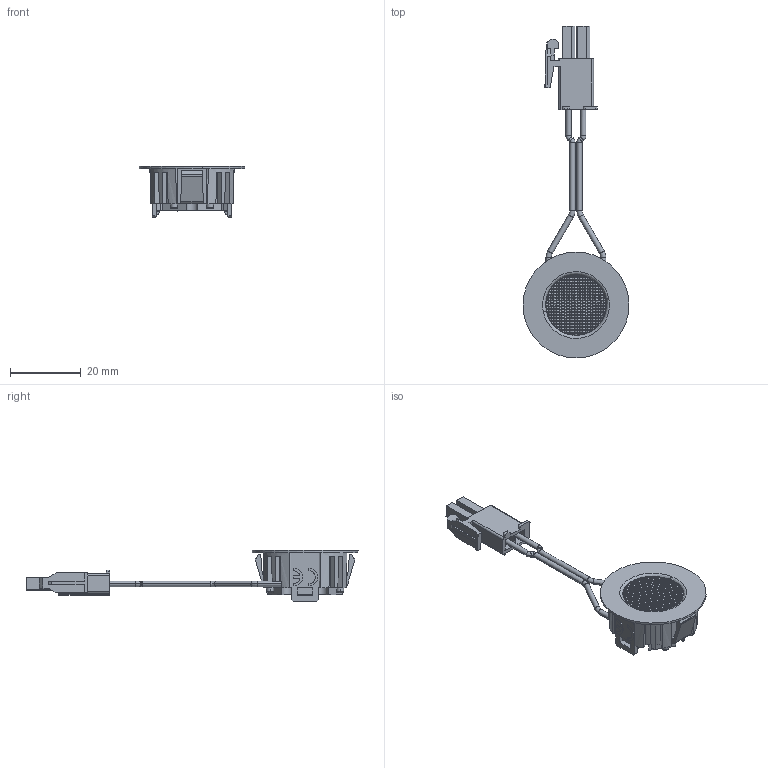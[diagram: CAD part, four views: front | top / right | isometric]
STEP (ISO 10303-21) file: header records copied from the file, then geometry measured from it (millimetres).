
FILE_DESCRIPTION(('Creo Elements/Direct Modeling STEP Export'),'2;1');
FILE_NAME('TINY.stp','2018-05-18T15:59:49',(''),(''),'Creo Elements/Direct Modeling STEP processor for AP214 (Solid Model)','Creo Elements/Direct Modeling 19.0F 14-Feb-2017 (C) Parametric Technology GmbH','');
FILE_SCHEMA(('AUTOMOTIVE_DESIGN { 1 0 10303 214 1 1 1 1 }'));
Products named in the file (2): TINY
Assembly tree (1 placements, depth 2):
  TINY
    TINY
Bounding box: 29.99 x 94.05 x 14.46 mm (x, y, z)
Volume: 3577.3 mm3; surface area: 6885.1 mm2
Topology: 1 solids, 1 shells, 2175 faces, 6595 edges, 3359 vertices
Faces by surface type: revolution 1148, plane 408, extrusion 358, cylinder 136, torus 51, cone 44, bspline 16, sphere 14
Entity records: 104233 total; most frequent: CARTESIAN_POINT 57436, ORIENTED_EDGE 11066, EDGE_CURVE 5533, DIRECTION 5429, VERTEX_POINT 3359, B_SPLINE_CURVE_WITH_KNOTS 2977, SURFACE_CURVE 2507, EDGE_LOOP 2222
